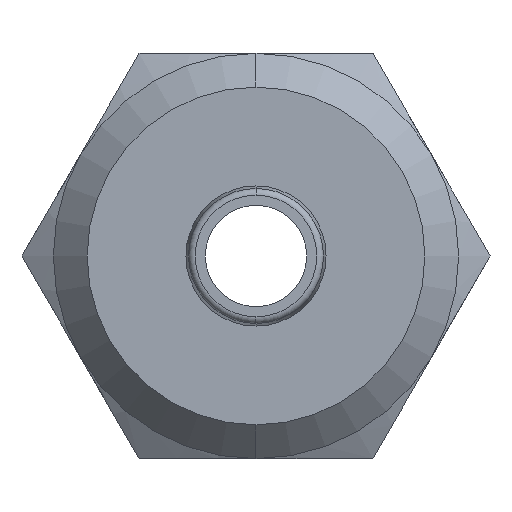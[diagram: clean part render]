
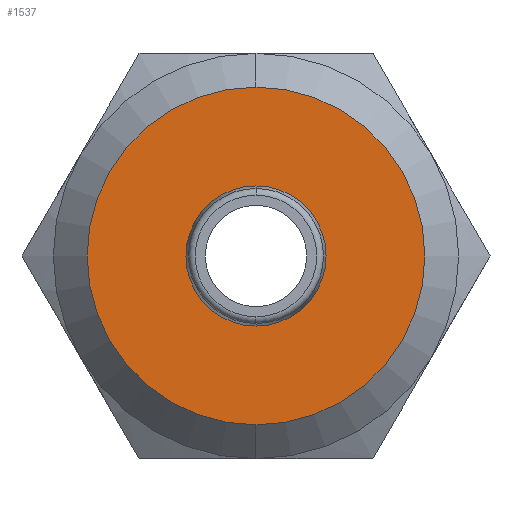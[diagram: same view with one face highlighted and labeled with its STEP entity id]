
A CAD part, front view. The second image highlights one B-rep face of the part: STEP entity #1537.
In plain terms, the highlighted planar face has unit normal (0, -1, 0).
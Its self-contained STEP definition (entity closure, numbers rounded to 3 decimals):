
#210 = FACE_BOUND ( 'NONE', #1928, .T. ) ;
#211 = FACE_OUTER_BOUND ( 'NONE', #1927, .T. ) ;
#906 = PLANE ( 'NONE',  #2190 ) ;
#907 = CARTESIAN_POINT ( 'NONE',  ( 3.375, 2., 0. ) ) ;
#908 = DIRECTION ( 'NONE',  ( 0., -1., 0. ) ) ;
#909 = DIRECTION ( 'NONE',  ( 0., 0., -1. ) ) ;
#913 = CARTESIAN_POINT ( 'NONE',  ( 0., 2., 0. ) ) ;
#914 = DIRECTION ( 'NONE',  ( 0., 1., 0. ) ) ;
#915 = DIRECTION ( 'NONE',  ( 0., 0., -1. ) ) ;
#958 = CARTESIAN_POINT ( 'NONE',  ( 0., 2., 0. ) ) ;
#959 = DIRECTION ( 'NONE',  ( 0., 1., 0. ) ) ;
#960 = DIRECTION ( 'NONE',  ( 0., 0., -1. ) ) ;
#983 = CARTESIAN_POINT ( 'NONE',  ( 0., 2., 0. ) ) ;
#984 = DIRECTION ( 'NONE',  ( 0., 1., 0. ) ) ;
#985 = DIRECTION ( 'NONE',  ( 0., 0., -1. ) ) ;
#1140 = CARTESIAN_POINT ( 'NONE',  ( 0., 2., 0. ) ) ;
#1141 = DIRECTION ( 'NONE',  ( 0., 1., 0. ) ) ;
#1142 = DIRECTION ( 'NONE',  ( 0., 0., -1. ) ) ;
#1183 = CARTESIAN_POINT ( 'NONE',  ( 0., 2., -5. ) ) ;
#1184 = CARTESIAN_POINT ( 'NONE',  ( 0., 2., 5. ) ) ;
#1193 = CARTESIAN_POINT ( 'NONE',  ( 0., 2., -2.075 ) ) ;
#1194 = CARTESIAN_POINT ( 'NONE',  ( 0., 2., 2.075 ) ) ;
#1537 = ADVANCED_FACE ( 'NONE', ( #210, #211 ), #906, .T. ) ;
#1539 = EDGE_CURVE ( 'NONE', #1712, #1711, #2186, .T. ) ;
#1550 = EDGE_CURVE ( 'NONE', #1721, #1722, #2203, .T. ) ;
#1558 = EDGE_CURVE ( 'NONE', #1722, #1721, #2216, .T. ) ;
#1596 = EDGE_CURVE ( 'NONE', #1711, #1712, #2252, .T. ) ;
#1611 = ORIENTED_EDGE ( 'NONE', *, *, #1596, .F. ) ;
#1613 = ORIENTED_EDGE ( 'NONE', *, *, #1550, .T. ) ;
#1616 = ORIENTED_EDGE ( 'NONE', *, *, #1539, .F. ) ;
#1671 = ORIENTED_EDGE ( 'NONE', *, *, #1558, .T. ) ;
#1711 = VERTEX_POINT ( 'NONE', #1183 ) ;
#1712 = VERTEX_POINT ( 'NONE', #1184 ) ;
#1721 = VERTEX_POINT ( 'NONE', #1193 ) ;
#1722 = VERTEX_POINT ( 'NONE', #1194 ) ;
#1927 = EDGE_LOOP ( 'NONE', ( #1611, #1616 ) ) ;
#1928 = EDGE_LOOP ( 'NONE', ( #1671, #1613 ) ) ;
#2186 = CIRCLE ( 'NONE', #2194, 5. ) ;
#2190 = AXIS2_PLACEMENT_3D ( 'NONE', #907, #908, #909 ) ;
#2194 = AXIS2_PLACEMENT_3D ( 'NONE', #913, #914, #915 ) ;
#2203 = CIRCLE ( 'NONE', #2207, 2.075 ) ;
#2207 = AXIS2_PLACEMENT_3D ( 'NONE', #958, #959, #960 ) ;
#2216 = CIRCLE ( 'NONE', #2218, 2.075 ) ;
#2218 = AXIS2_PLACEMENT_3D ( 'NONE', #983, #984, #985 ) ;
#2252 = CIRCLE ( 'NONE', #2254, 5. ) ;
#2254 = AXIS2_PLACEMENT_3D ( 'NONE', #1140, #1141, #1142 ) ;
